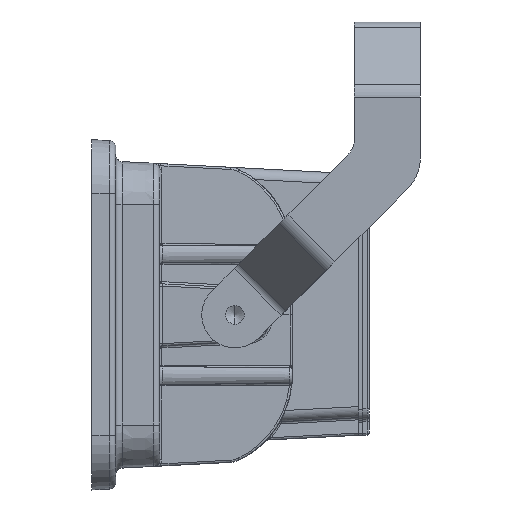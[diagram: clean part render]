
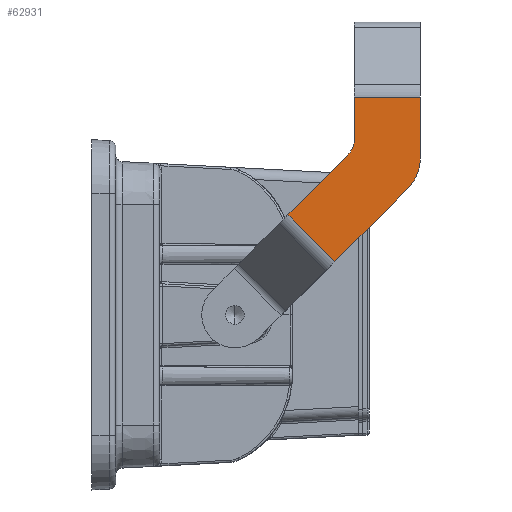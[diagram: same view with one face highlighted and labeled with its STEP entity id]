
A CAD part, left-side view. The second image highlights one B-rep face of the part: STEP entity #62931.
In plain terms, the highlighted face is planar.
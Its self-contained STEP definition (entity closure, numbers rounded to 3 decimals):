
#2032 = VECTOR ( 'NONE', #56071, 1000. ) ;
#2669 = ORIENTED_EDGE ( 'NONE', *, *, #19262, .F. ) ;
#3173 = CARTESIAN_POINT ( 'NONE',  ( 200.879, 87.556, -45.104 ) ) ;
#3485 = ORIENTED_EDGE ( 'NONE', *, *, #5654, .T. ) ;
#4215 = LINE ( 'NONE', #24929, #55950 ) ;
#5654 = EDGE_CURVE ( 'NONE', #18084, #44020, #33365, .T. ) ;
#5989 = EDGE_CURVE ( 'NONE', #35039, #15583, #23176, .T. ) ;
#7680 = ORIENTED_EDGE ( 'NONE', *, *, #8362, .T. ) ;
#8319 = EDGE_LOOP ( 'NONE', ( #7680, #53667, #58618, #26134, #2669, #3485, #51681, #9647 ) ) ;
#8362 = EDGE_CURVE ( 'NONE', #58040, #20693, #47770, .T. ) ;
#8535 = VECTOR ( 'NONE', #42350, 1000. ) ;
#9280 = VERTEX_POINT ( 'NONE', #32194 ) ;
#9549 = CARTESIAN_POINT ( 'NONE',  ( 200.879, 60.381, -17.929 ) ) ;
#9647 = ORIENTED_EDGE ( 'NONE', *, *, #61175, .T. ) ;
#11680 = VECTOR ( 'NONE', #61045, 1000. ) ;
#13715 = CARTESIAN_POINT ( 'NONE',  ( 200.879, 4.707, 0. ) ) ;
#14050 = DIRECTION ( 'NONE',  ( 0., 1., 0. ) ) ;
#14070 = EDGE_CURVE ( 'NONE', #44020, #9280, #39330, .T. ) ;
#14274 = EDGE_CURVE ( 'NONE', #35039, #32503, #4215, .T. ) ;
#15583 = VERTEX_POINT ( 'NONE', #54393 ) ;
#17921 = VECTOR ( 'NONE', #40147, 1000. ) ;
#17995 = DIRECTION ( 'NONE',  ( 0., 0.707, -0.707 ) ) ;
#18084 = VERTEX_POINT ( 'NONE', #29379 ) ;
#18693 = CIRCLE ( 'NONE', #39261, 20. ) ;
#19262 = EDGE_CURVE ( 'NONE', #18084, #32503, #35091, .T. ) ;
#20353 = AXIS2_PLACEMENT_3D ( 'NONE', #61620, #30773, #20587 ) ;
#20587 = DIRECTION ( 'NONE',  ( 0., 1., 0. ) ) ;
#20693 = VERTEX_POINT ( 'NONE', #41755 ) ;
#21092 = CARTESIAN_POINT ( 'NONE',  ( 200.879, 34.192, -15. ) ) ;
#22429 = CARTESIAN_POINT ( 'NONE',  ( 200.879, 108.77, -23.891 ) ) ;
#23176 = LINE ( 'NONE', #64571, #11680 ) ;
#24897 = CARTESIAN_POINT ( 'NONE',  ( 200.879, 32.536, -15. ) ) ;
#24929 = CARTESIAN_POINT ( 'NONE',  ( 200.879, 34.192, 0. ) ) ;
#26134 = ORIENTED_EDGE ( 'NONE', *, *, #14274, .T. ) ;
#29364 = CARTESIAN_POINT ( 'NONE',  ( 200.879, 34.192, 15. ) ) ;
#29379 = CARTESIAN_POINT ( 'NONE',  ( 200.879, 53.31, -15. ) ) ;
#30320 = PLANE ( 'NONE',  #66355 ) ;
#30609 = CARTESIAN_POINT ( 'NONE',  ( 200.879, 61.594, -5. ) ) ;
#30773 = DIRECTION ( 'NONE',  ( -1., 0., 0. ) ) ;
#32194 = CARTESIAN_POINT ( 'NONE',  ( 200.879, 87.556, -45.104 ) ) ;
#32503 = VERTEX_POINT ( 'NONE', #21092 ) ;
#33365 = CIRCLE ( 'NONE', #20353, 10. ) ;
#34778 = DIRECTION ( 'NONE',  ( 0., 0., -1. ) ) ;
#35039 = VERTEX_POINT ( 'NONE', #29364 ) ;
#35091 = LINE ( 'NONE', #24897, #2032 ) ;
#36401 = VECTOR ( 'NONE', #17995, 1000. ) ;
#39261 = AXIS2_PLACEMENT_3D ( 'NONE', #30609, #40101, #60799 ) ;
#39330 = LINE ( 'NONE', #48195, #36401 ) ;
#40101 = DIRECTION ( 'NONE',  ( 1., 0., 0. ) ) ;
#40147 = DIRECTION ( 'NONE',  ( 0., 0.707, 0.707 ) ) ;
#41755 = CARTESIAN_POINT ( 'NONE',  ( 200.879, 75.737, 9.142 ) ) ;
#42350 = DIRECTION ( 'NONE',  ( 0., -0.707, 0.707 ) ) ;
#44020 = VERTEX_POINT ( 'NONE', #9549 ) ;
#45903 = LINE ( 'NONE', #3173, #17921 ) ;
#47429 = CARTESIAN_POINT ( 'NONE',  ( 200.879, 69.879, 15. ) ) ;
#47770 = LINE ( 'NONE', #47429, #8535 ) ;
#48195 = CARTESIAN_POINT ( 'NONE',  ( 200.879, 84.021, -41.569 ) ) ;
#50974 = FACE_OUTER_BOUND ( 'NONE', #8319, .T. ) ;
#51681 = ORIENTED_EDGE ( 'NONE', *, *, #14070, .T. ) ;
#53667 = ORIENTED_EDGE ( 'NONE', *, *, #57739, .T. ) ;
#54393 = CARTESIAN_POINT ( 'NONE',  ( 200.879, 61.594, 15. ) ) ;
#55950 = VECTOR ( 'NONE', #34778, 1000. ) ;
#56071 = DIRECTION ( 'NONE',  ( 0., -1., 0. ) ) ;
#57739 = EDGE_CURVE ( 'NONE', #20693, #15583, #18693, .T. ) ;
#58040 = VERTEX_POINT ( 'NONE', #22429 ) ;
#58618 = ORIENTED_EDGE ( 'NONE', *, *, #5989, .F. ) ;
#60506 = DIRECTION ( 'NONE',  ( 1., 0., 0. ) ) ;
#60799 = DIRECTION ( 'NONE',  ( 0., 1., 0. ) ) ;
#61045 = DIRECTION ( 'NONE',  ( 0., 1., 0. ) ) ;
#61175 = EDGE_CURVE ( 'NONE', #9280, #58040, #45903, .T. ) ;
#61620 = CARTESIAN_POINT ( 'NONE',  ( 200.879, 53.31, -25. ) ) ;
#62931 = ADVANCED_FACE ( 'NONE', ( #50974 ), #30320, .T. ) ;
#64571 = CARTESIAN_POINT ( 'NONE',  ( 200.879, 55.879, 15. ) ) ;
#66355 = AXIS2_PLACEMENT_3D ( 'NONE', #13715, #60506, #14050 ) ;
